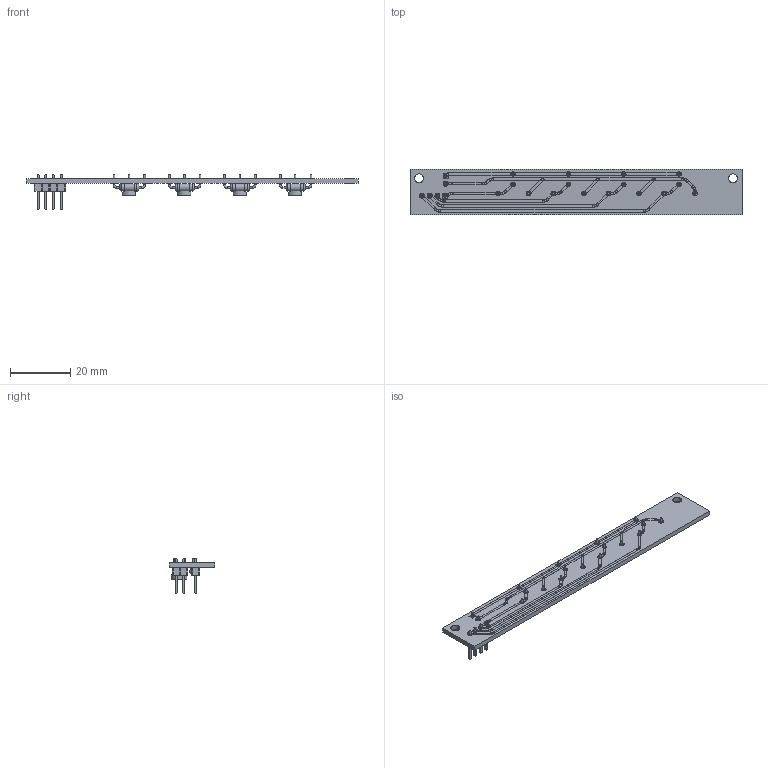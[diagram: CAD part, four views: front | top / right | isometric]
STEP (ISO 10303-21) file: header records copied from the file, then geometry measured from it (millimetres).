
FILE_DESCRIPTION(('KiCad electronic assembly'),'2;1');
FILE_NAME('Photoresistor-array.step','2024-04-08T14:09:17',('Pcbnew'),( 'Kicad'),'Open CASCADE STEP processor 7.7','KiCad to STEP converter' ,'Unknown');
FILE_SCHEMA(('AUTOMOTIVE_DESIGN { 1 0 10303 214 1 1 1 1 }'));
Length unit declared in the file: millimetre
Products named in the file (129): Photoresistor-array 1; R_Axial_DIN0207_L6.3mm_D2.5mm_P10.16mm_Horizontal; R_Axial_DIN0207_L63mm_D25mm_P1016mm_Horizontal; R_LDR_5.1x4.3mm_P3.4mm_Vertical; PinHeader_1x04_P2.54mm_Vertical; PinHeader_1x04_P254mm_Vertical; PinHeader_1x02_P2.54mm_Vertical; PinHeader_1x02_P254mm_Vertical; Photoresistor-array_track_1; Photoresistor-array_track_2; Photoresistor-array_track_3; Photoresistor-array_track_4; Photoresistor-array_track_5; Photoresistor-array_track_6; Photoresistor-array_track_7; Photoresistor-array_track_8; Photoresistor-array_track_9; Photoresistor-array_track_10; Photoresistor-array_track_11; Photoresistor-array_track_12; Photoresistor-array_track_13; Photoresistor-array_track_14; Photoresistor-array_track_15; Photoresistor-array_track_16; Photoresistor-array_track_17; Photoresistor-array_track_18; Photoresistor-array_track_19; Photoresistor-array_track_20; Photoresistor-array_track_21; Photoresistor-array_track_22; Photoresistor-array_track_23; Photoresistor-array_track_24; Photoresistor-array_track_25; Photoresistor-array_track_26; Photoresistor-array_track_27; Photoresistor-array_track_28; Photoresistor-array_track_29; Photoresistor-array_track_30; Photoresistor-array_track_31; Photoresistor-array_track_32 ...
Assembly tree (134 placements, depth 3):
  Photoresistor-array 1
    R_Axial_DIN0207_L6.3mm_D2.5mm_P10.16mm_Horizontal  x4
      R_Axial_DIN0207_L63mm_D25mm_P1016mm_Horizontal
    R_LDR_5.1x4.3mm_P3.4mm_Vertical  x4
      R_LDR_5.1x4.3mm_P3.4mm_Vertical
    PinHeader_1x04_P2.54mm_Vertical
      PinHeader_1x04_P254mm_Vertical
    PinHeader_1x02_P2.54mm_Vertical
      PinHeader_1x02_P254mm_Vertical
    Photoresistor-array_track_1
    Photoresistor-array_track_2
    Photoresistor-array_track_3
    Photoresistor-array_track_4
    Photoresistor-array_track_5
    Photoresistor-array_track_6
    Photoresistor-array_track_7
    Photoresistor-array_track_8
    Photoresistor-array_track_9
    Photoresistor-array_track_10
    Photoresistor-array_track_11
    Photoresistor-array_track_12
    Photoresistor-array_track_13
    Photoresistor-array_track_14
    Photoresistor-array_track_15
    Photoresistor-array_track_16
    Photoresistor-array_track_17
    Photoresistor-array_track_18
    Photoresistor-array_track_19
    Photoresistor-array_track_20
    Photoresistor-array_track_21
    Photoresistor-array_track_22
    Photoresistor-array_track_23
    Photoresistor-array_track_24
    Photoresistor-array_track_25
    Photoresistor-array_track_26
    Photoresistor-array_track_27
    Photoresistor-array_track_28
    Photoresistor-array_track_29
    Photoresistor-array_track_30
    Photoresistor-array_track_31
    Photoresistor-array_track_32
    Photoresistor-array_track_33
    Photoresistor-array_track_34
    Photoresistor-array_track_35
    Photoresistor-array_track_36
    Photoresistor-array_track_37
    Photoresistor-array_track_38
    Photoresistor-array_track_39
    Photoresistor-array_track_40
    Photoresistor-array_track_41
    Photoresistor-array_track_42
    Photoresistor-array_track_43
    Photoresistor-array_track_44
    Photoresistor-array_track_45
    Photoresistor-array_track_46
    Photoresistor-array_track_47
    Photoresistor-array_track_48
    Photoresistor-array_track_49
    Photoresistor-array_track_50
    Photoresistor-array_track_51
Bounding box: 110 x 15 x 11.54 mm (x, y, z)
Volume: 2974.8 mm3; surface area: 5792.2 mm2
Topology: 135 solids, 137 shells, 2034 faces, 5078 edges, 3360 vertices
Faces by surface type: plane 1717, cylinder 301, torus 16
Full cylindrical faces by diameter (mm): 0.5 x16, 0.6 x16, 0.75 x69, 0.8 x32, 0.95 x18, 1 x12, 1.5 x16, 1.6 x8, 2.25 x4, 2.5 x8, 3 x2
Entity records: 58734 total; most frequent: CARTESIAN_POINT 9543, ORIENTED_EDGE 9126, DIRECTION 8995, EDGE_CURVE 4565, LINE 4035, VECTOR 4035, VERTEX_POINT 3028, AXIS2_PLACEMENT_3D 2480
